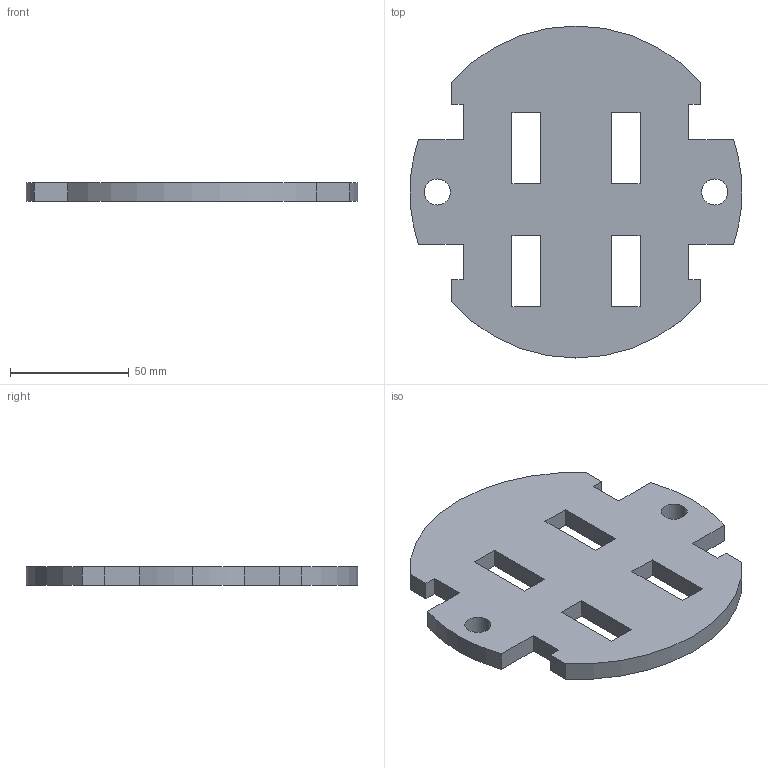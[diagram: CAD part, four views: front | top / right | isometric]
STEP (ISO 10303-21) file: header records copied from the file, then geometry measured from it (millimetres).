
FILE_DESCRIPTION(('CATIA V5 STEP Exchange'),'2;1');
FILE_NAME('Bague Ouverture Rampe.stp','2018-06-12T20:31:11+00:00',('none'),('none'),'CATIA Version 5 Release 17 (IN-10)','CATIA V5 STEP AP203','none');
FILE_SCHEMA(('CONFIG_CONTROL_DESIGN'));
Length unit declared in the file: millimetre
Products named in the file (1): Bague Rampe CU
Bounding box: 140 x 140 x 8 mm (x, y, z)
Volume: 101436.3 mm3; surface area: 32759.9 mm2
Topology: 1 solids, 1 shells, 44 faces, 126 edges, 84 vertices
Faces by surface type: plane 34, cylinder 10
Entity records: 1361 total; most frequent: ORIENTED_EDGE 252, CARTESIAN_POINT 232, DIRECTION 168, EDGE_CURVE 126, VECTOR 106, LINE 106, VERTEX_POINT 84, EDGE_LOOP 56
